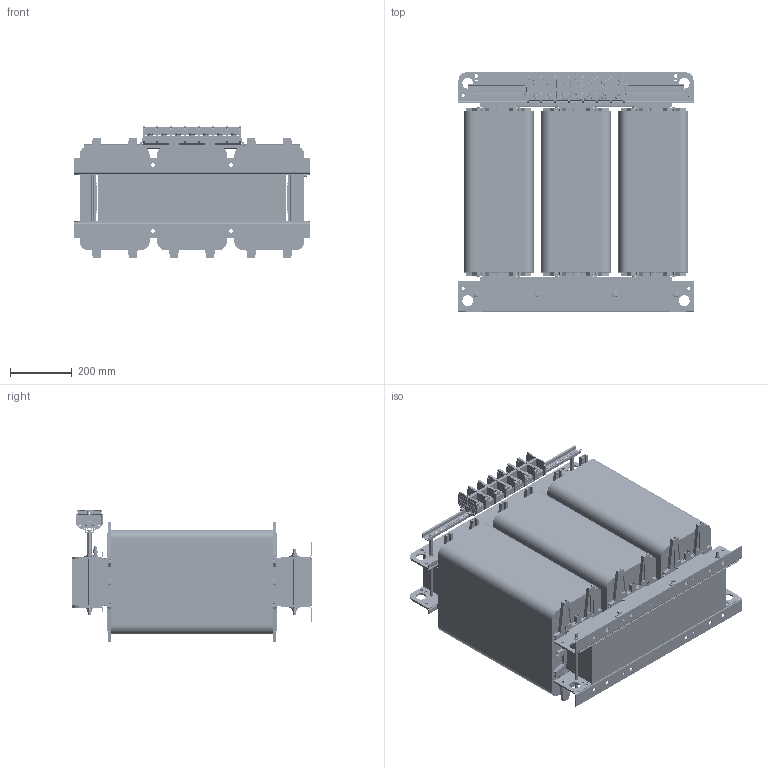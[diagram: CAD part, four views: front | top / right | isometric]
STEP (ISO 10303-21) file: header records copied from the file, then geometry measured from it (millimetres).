
FILE_DESCRIPTION(/* description */ (''),/* implementation_level */ '2;1');
FILE_NAME(/* name */ 'TTX160_V01.stp',/* time_stamp */ '2023-11-23T10:53:19+01:00',/* author */ ('ops'),/* organization */ (''),/* preprocessor_version */ 'ST-DEVELOPER v16.13',/* originating_system */ 'Autodesk Inventor 2018',/* authorisation */ '');
FILE_SCHEMA (('AUTOMOTIVE_DESIGN { 1 0 10303 214 3 1 1 }'));
Products named in the file (1): TTX160_V01
Bounding box: 760 x 773 x 428.39 mm (x, y, z)
Volume: 137161449 mm3; surface area: 9000827.4 mm2
Topology: 192 solids, 192 shells, 10548 faces, 27500 edges, 17688 vertices
Faces by surface type: plane 8278, cylinder 1545, cone 598, torus 123, sphere 4
Full cylindrical faces by diameter (mm): 3 x4, 3.5 x8, 3.92 x4, 4 x14, 4.8 x28, 4.85 x14, 5 x14, 5.2 x14, 6.42 x28, 6.5 x28, 6.647 x21, 7.323 x2, 8 x11, 8.376 x2, 8.4 x11, 8.5 x14, 9 x20, 9.85 x14, 10.5 x14, 11.4 x2, 11.5 x22, 11.7 x1, 12 x48, 12.25 x14, 13 x16, 16 x11, 20 x14, 24 x8, 35 x16, 37 x8
Entity records: 323462 total; most frequent: CARTESIAN_POINT 56709, ORIENTED_EDGE 53798, DIRECTION 51040, EDGE_CURVE 26755, LINE 22376, VECTOR 22376, VERTEX_POINT 17645, AXIS2_PLACEMENT_3D 14332
